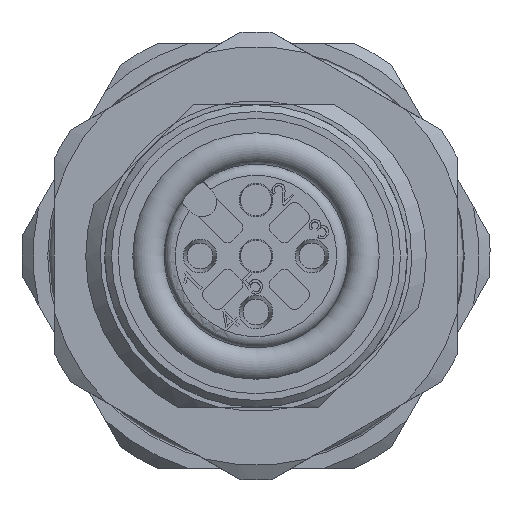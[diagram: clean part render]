
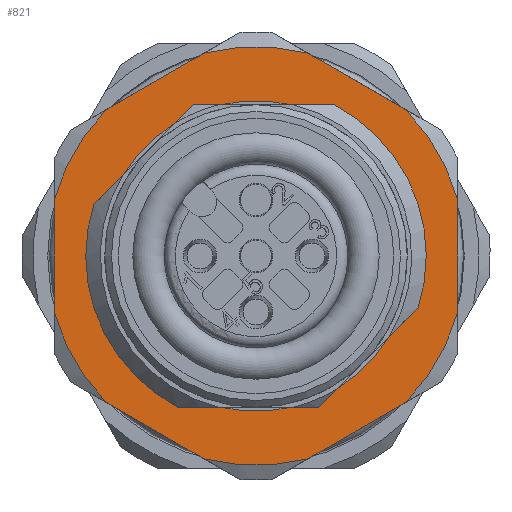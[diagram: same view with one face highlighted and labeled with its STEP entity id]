
A CAD part, left-side view. The second image highlights one B-rep face of the part: STEP entity #821.
In plain terms, the highlighted planar face has unit normal (-1, 0, 0).
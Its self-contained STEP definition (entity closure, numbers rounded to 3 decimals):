
#250=FACE_BOUND('',#1408,.T.);
#251=FACE_BOUND('',#1409,.T.);
#354=PLANE('',#4830);
#821=ADVANCED_FACE('',(#250,#251),#354,.F.);
#1408=EDGE_LOOP('',(#3066,#3067,#3068,#3069,#3070,#3071,#3072,#3073,#3074,
#3075,#3076,#3077));
#1409=EDGE_LOOP('',(#3078,#3079,#3080,#3081,#3082,#3083,#3084,#3085,#3086,
#3087,#3088,#3089,#3090,#3091));
#1443=LINE('',#5985,#1690);
#1451=LINE('',#6002,#1698);
#1455=LINE('',#6019,#1702);
#1462=LINE('',#6032,#1709);
#1466=LINE('',#6050,#1713);
#1470=LINE('',#6067,#1717);
#1478=LINE('',#6084,#1725);
#1481=LINE('',#6098,#1728);
#1662=LINE('',#8425,#1941);
#1663=LINE('',#8429,#1942);
#1664=LINE('',#8433,#1943);
#1665=LINE('',#8437,#1944);
#1666=LINE('',#8441,#1945);
#1667=LINE('',#8445,#1946);
#1690=VECTOR('',#4895,1.);
#1698=VECTOR('',#4903,1.);
#1702=VECTOR('',#4909,1.);
#1709=VECTOR('',#4916,1.);
#1713=VECTOR('',#4922,1.);
#1717=VECTOR('',#4926,1.);
#1725=VECTOR('',#4936,1.);
#1728=VECTOR('',#4939,1.);
#1941=VECTOR('',#5830,1.);
#1942=VECTOR('',#5833,1.);
#1943=VECTOR('',#5836,1.);
#1944=VECTOR('',#5839,1.);
#1945=VECTOR('',#5842,1.);
#1946=VECTOR('',#5845,1.);
#3066=ORIENTED_EDGE('',*,*,#4226,.F.);
#3067=ORIENTED_EDGE('',*,*,#4227,.F.);
#3068=ORIENTED_EDGE('',*,*,#4228,.F.);
#3069=ORIENTED_EDGE('',*,*,#4229,.F.);
#3070=ORIENTED_EDGE('',*,*,#4230,.F.);
#3071=ORIENTED_EDGE('',*,*,#4231,.F.);
#3072=ORIENTED_EDGE('',*,*,#4232,.F.);
#3073=ORIENTED_EDGE('',*,*,#4233,.F.);
#3074=ORIENTED_EDGE('',*,*,#4234,.F.);
#3075=ORIENTED_EDGE('',*,*,#4235,.F.);
#3076=ORIENTED_EDGE('',*,*,#4236,.F.);
#3077=ORIENTED_EDGE('',*,*,#4237,.F.);
#3078=ORIENTED_EDGE('',*,*,#4238,.F.);
#3079=ORIENTED_EDGE('',*,*,#3667,.T.);
#3080=ORIENTED_EDGE('',*,*,#3688,.T.);
#3081=ORIENTED_EDGE('',*,*,#4239,.F.);
#3082=ORIENTED_EDGE('',*,*,#3681,.T.);
#3083=ORIENTED_EDGE('',*,*,#3663,.T.);
#3084=ORIENTED_EDGE('',*,*,#3708,.F.);
#3085=ORIENTED_EDGE('',*,*,#4240,.F.);
#3086=ORIENTED_EDGE('',*,*,#3713,.F.);
#3087=ORIENTED_EDGE('',*,*,#3694,.F.);
#3088=ORIENTED_EDGE('',*,*,#4241,.F.);
#3089=ORIENTED_EDGE('',*,*,#3700,.F.);
#3090=ORIENTED_EDGE('',*,*,#3659,.T.);
#3091=ORIENTED_EDGE('',*,*,#3675,.T.);
#3223=VERTEX_POINT('',#5968);
#3224=VERTEX_POINT('',#5969);
#3227=VERTEX_POINT('',#5977);
#3228=VERTEX_POINT('',#5978);
#3231=VERTEX_POINT('',#5986);
#3232=VERTEX_POINT('',#5987);
#3239=VERTEX_POINT('',#6001);
#3244=VERTEX_POINT('',#6020);
#3249=VERTEX_POINT('',#6031);
#3254=VERTEX_POINT('',#6049);
#3255=VERTEX_POINT('',#6051);
#3260=VERTEX_POINT('',#6068);
#3267=VERTEX_POINT('',#6083);
#3271=VERTEX_POINT('',#6099);
#3621=VERTEX_POINT('',#8423);
#3622=VERTEX_POINT('',#8424);
#3623=VERTEX_POINT('',#8426);
#3624=VERTEX_POINT('',#8428);
#3625=VERTEX_POINT('',#8430);
#3626=VERTEX_POINT('',#8432);
#3627=VERTEX_POINT('',#8434);
#3628=VERTEX_POINT('',#8436);
#3629=VERTEX_POINT('',#8438);
#3630=VERTEX_POINT('',#8440);
#3631=VERTEX_POINT('',#8442);
#3632=VERTEX_POINT('',#8444);
#3659=EDGE_CURVE('',#3223,#3224,#4288,.T.);
#3663=EDGE_CURVE('',#3227,#3228,#4290,.T.);
#3667=EDGE_CURVE('',#3231,#3232,#1443,.T.);
#3675=EDGE_CURVE('',#3224,#3239,#1451,.T.);
#3681=EDGE_CURVE('',#3244,#3227,#1455,.T.);
#3688=EDGE_CURVE('',#3232,#3249,#1462,.T.);
#3694=EDGE_CURVE('',#3254,#3255,#1466,.T.);
#3700=EDGE_CURVE('',#3223,#3260,#1470,.T.);
#3708=EDGE_CURVE('',#3267,#3228,#1478,.T.);
#3713=EDGE_CURVE('',#3255,#3271,#1481,.T.);
#4226=EDGE_CURVE('',#3621,#3622,#4446,.T.);
#4227=EDGE_CURVE('',#3623,#3621,#1662,.T.);
#4228=EDGE_CURVE('',#3624,#3623,#4447,.T.);
#4229=EDGE_CURVE('',#3625,#3624,#1663,.T.);
#4230=EDGE_CURVE('',#3626,#3625,#4448,.T.);
#4231=EDGE_CURVE('',#3627,#3626,#1664,.T.);
#4232=EDGE_CURVE('',#3628,#3627,#4449,.T.);
#4233=EDGE_CURVE('',#3629,#3628,#1665,.T.);
#4234=EDGE_CURVE('',#3630,#3629,#4450,.T.);
#4235=EDGE_CURVE('',#3631,#3630,#1666,.T.);
#4236=EDGE_CURVE('',#3632,#3631,#4451,.T.);
#4237=EDGE_CURVE('',#3622,#3632,#1667,.T.);
#4238=EDGE_CURVE('',#3231,#3239,#4452,.T.);
#4239=EDGE_CURVE('',#3244,#3249,#4453,.T.);
#4240=EDGE_CURVE('',#3271,#3267,#4454,.T.);
#4241=EDGE_CURVE('',#3260,#3254,#4455,.T.);
#4288=CIRCLE('',#4473,7.6);
#4290=CIRCLE('',#4476,7.6);
#4446=CIRCLE('',#4820,9.346);
#4447=CIRCLE('',#4821,9.346);
#4448=CIRCLE('',#4822,9.346);
#4449=CIRCLE('',#4823,9.346);
#4450=CIRCLE('',#4824,9.346);
#4451=CIRCLE('',#4825,9.346);
#4452=CIRCLE('',#4826,6.93);
#4453=CIRCLE('',#4827,6.93);
#4454=CIRCLE('',#4828,6.93);
#4455=CIRCLE('',#4829,6.93);
#4473=AXIS2_PLACEMENT_3D('',#5967,#4879,#4880);
#4476=AXIS2_PLACEMENT_3D('',#5976,#4887,#4888);
#4820=AXIS2_PLACEMENT_3D('',#8422,#5828,#5829);
#4821=AXIS2_PLACEMENT_3D('',#8427,#5831,#5832);
#4822=AXIS2_PLACEMENT_3D('',#8431,#5834,#5835);
#4823=AXIS2_PLACEMENT_3D('',#8435,#5837,#5838);
#4824=AXIS2_PLACEMENT_3D('',#8439,#5840,#5841);
#4825=AXIS2_PLACEMENT_3D('',#8443,#5843,#5844);
#4826=AXIS2_PLACEMENT_3D('',#8446,#5846,#5847);
#4827=AXIS2_PLACEMENT_3D('',#8447,#5848,#5849);
#4828=AXIS2_PLACEMENT_3D('',#8448,#5850,#5851);
#4829=AXIS2_PLACEMENT_3D('',#8449,#5852,#5853);
#4830=AXIS2_PLACEMENT_3D('',#8450,#5854,#5855);
#4879=DIRECTION('',(1.,0.,0.));
#4880=DIRECTION('',(0.,0.,-1.));
#4887=DIRECTION('',(1.,0.,0.));
#4888=DIRECTION('',(0.,0.,-1.));
#4895=DIRECTION('',(0.,-0.707,0.707));
#4903=DIRECTION('',(0.,-0.707,0.707));
#4909=DIRECTION('',(0.,-1.,0.));
#4916=DIRECTION('',(0.,-1.,0.));
#4922=DIRECTION('',(0.,-1.,0.));
#4926=DIRECTION('',(0.,-1.,0.));
#4936=DIRECTION('',(0.,-0.707,0.707));
#4939=DIRECTION('',(0.,-0.707,0.707));
#5828=DIRECTION('',(1.,0.,0.));
#5829=DIRECTION('',(0.,-1.,0.));
#5830=DIRECTION('',(0.,0.,-1.));
#5831=DIRECTION('',(1.,0.,0.));
#5832=DIRECTION('',(0.,-1.,0.));
#5833=DIRECTION('',(0.,-0.866,-0.5));
#5834=DIRECTION('',(1.,0.,0.));
#5835=DIRECTION('',(0.,-1.,0.));
#5836=DIRECTION('',(0.,-0.866,0.5));
#5837=DIRECTION('',(1.,0.,0.));
#5838=DIRECTION('',(0.,-1.,0.));
#5839=DIRECTION('',(0.,0.,1.));
#5840=DIRECTION('',(1.,0.,0.));
#5841=DIRECTION('',(0.,-1.,0.));
#5842=DIRECTION('',(0.,0.866,0.5));
#5843=DIRECTION('',(1.,0.,0.));
#5844=DIRECTION('',(0.,-1.,0.));
#5845=DIRECTION('',(0.,0.866,-0.5));
#5846=DIRECTION('',(-1.,0.,0.));
#5847=DIRECTION('',(0.,0.,-1.));
#5848=DIRECTION('',(-1.,0.,0.));
#5849=DIRECTION('',(0.,0.,-1.));
#5850=DIRECTION('',(-1.,0.,0.));
#5851=DIRECTION('',(0.,0.,-1.));
#5852=DIRECTION('',(-1.,0.,0.));
#5853=DIRECTION('',(0.,0.,-1.));
#5854=DIRECTION('',(1.,0.,0.));
#5855=DIRECTION('',(0.,-1.,0.));
#5967=CARTESIAN_POINT('',(9.5,0.,0.));
#5968=CARTESIAN_POINT('',(9.5,3.492,-6.75));
#5969=CARTESIAN_POINT('',(9.5,7.243,2.303));
#5976=CARTESIAN_POINT('',(9.5,0.,0.));
#5977=CARTESIAN_POINT('',(9.5,-3.492,6.75));
#5978=CARTESIAN_POINT('',(9.5,-7.243,-2.303));
#5985=CARTESIAN_POINT('',(9.5,8.835,0.711));
#5986=CARTESIAN_POINT('',(9.5,3.663,5.883));
#5987=CARTESIAN_POINT('',(9.5,2.796,6.75));
#6001=CARTESIAN_POINT('',(9.5,5.883,3.663));
#6002=CARTESIAN_POINT('',(9.5,8.835,0.711));
#6019=CARTESIAN_POINT('',(9.5,2.796,6.75));
#6020=CARTESIAN_POINT('',(9.5,-1.569,6.75));
#6031=CARTESIAN_POINT('',(9.5,1.569,6.75));
#6032=CARTESIAN_POINT('',(9.5,2.796,6.75));
#6049=CARTESIAN_POINT('',(9.5,-1.569,-6.75));
#6050=CARTESIAN_POINT('',(9.5,5.744,-6.75));
#6051=CARTESIAN_POINT('',(9.5,-2.796,-6.75));
#6067=CARTESIAN_POINT('',(9.5,5.744,-6.75));
#6068=CARTESIAN_POINT('',(9.5,1.569,-6.75));
#6083=CARTESIAN_POINT('',(9.5,-5.883,-3.663));
#6084=CARTESIAN_POINT('',(9.5,-2.796,-6.75));
#6098=CARTESIAN_POINT('',(9.5,-2.796,-6.75));
#6099=CARTESIAN_POINT('',(9.5,-3.663,-5.883));
#8422=CARTESIAN_POINT('',(9.5,0.,0.));
#8423=CARTESIAN_POINT('',(9.5,-9.,-2.521));
#8424=CARTESIAN_POINT('',(9.5,-6.683,-6.534));
#8425=CARTESIAN_POINT('',(9.5,-9.,4.359));
#8426=CARTESIAN_POINT('',(9.5,-9.,2.521));
#8427=CARTESIAN_POINT('',(9.5,0.,0.));
#8428=CARTESIAN_POINT('',(9.5,-6.683,6.534));
#8429=CARTESIAN_POINT('',(9.5,-0.725,9.974));
#8430=CARTESIAN_POINT('',(9.5,-2.317,9.055));
#8431=CARTESIAN_POINT('',(9.5,0.,0.));
#8432=CARTESIAN_POINT('',(9.5,2.317,9.055));
#8433=CARTESIAN_POINT('',(9.5,8.275,5.615));
#8434=CARTESIAN_POINT('',(9.5,6.683,6.534));
#8435=CARTESIAN_POINT('',(9.5,0.,0.));
#8436=CARTESIAN_POINT('',(9.5,9.,2.521));
#8437=CARTESIAN_POINT('',(9.5,9.,-4.359));
#8438=CARTESIAN_POINT('',(9.5,9.,-2.521));
#8439=CARTESIAN_POINT('',(9.5,0.,0.));
#8440=CARTESIAN_POINT('',(9.5,6.683,-6.534));
#8441=CARTESIAN_POINT('',(9.5,0.725,-9.974));
#8442=CARTESIAN_POINT('',(9.5,2.317,-9.055));
#8443=CARTESIAN_POINT('',(9.5,0.,0.));
#8444=CARTESIAN_POINT('',(9.5,-2.317,-9.055));
#8445=CARTESIAN_POINT('',(9.5,-8.275,-5.615));
#8446=CARTESIAN_POINT('',(9.5,0.,0.));
#8447=CARTESIAN_POINT('',(9.5,0.,0.));
#8448=CARTESIAN_POINT('',(9.5,0.,0.));
#8449=CARTESIAN_POINT('',(9.5,0.,0.));
#8450=CARTESIAN_POINT('',(9.5,0.,0.));
